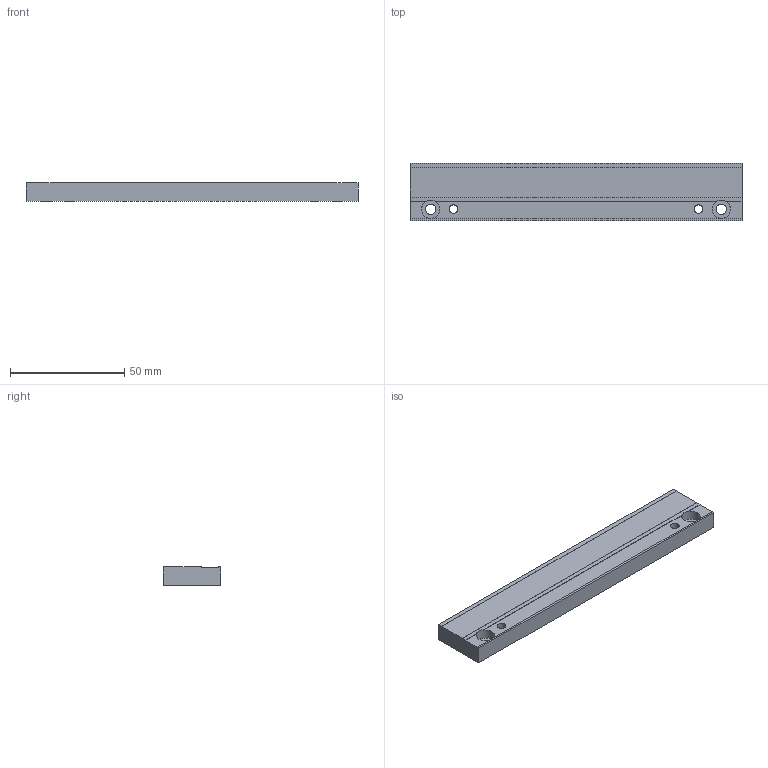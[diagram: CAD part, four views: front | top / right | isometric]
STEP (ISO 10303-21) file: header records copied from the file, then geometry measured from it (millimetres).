
FILE_DESCRIPTION((''),'2;1');
FILE_NAME('1236412-01-Z02','2021-05-05T15:11:15',('AT10150'),(''),'CREO PARAMETRIC BY PTC INC, 2019164','CREO PARAMETRIC BY PTC INC, 2019164','');
FILE_SCHEMA(('AUTOMOTIVE_DESIGN { 1 0 10303 214 1 1 1 1 }'));
Length unit declared in the file: millimetre
Products named in the file (1): 1236412-01-Z02
Bounding box: 145 x 25 x 8.05 mm (x, y, z)
Volume: 28153.4 mm3; surface area: 10433.2 mm2
Topology: 1 solids, 1 shells, 30 faces, 116 edges, 96 vertices
Faces by surface type: plane 18, cylinder 12
Entity records: 1648 total; most frequent: DIRECTION 206, CARTESIAN_POINT 205, ORIENTED_EDGE 168, PRESENTATION_STYLE_ASSIGNMENT 117, STYLED_ITEM 117, CURVE_STYLE 116, VECTOR 88, LINE 88
